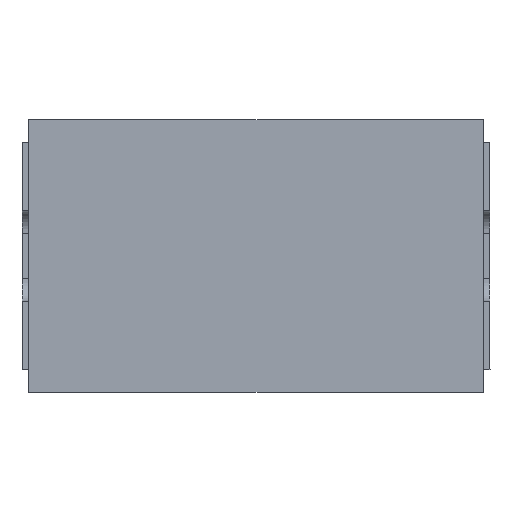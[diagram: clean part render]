
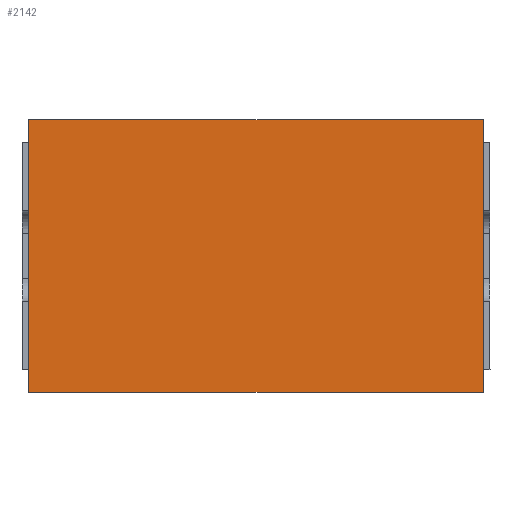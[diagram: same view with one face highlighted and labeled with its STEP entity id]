
A CAD part, front view. The second image highlights one B-rep face of the part: STEP entity #2142.
In plain terms, the highlighted planar face has unit normal (0, -1, 0).
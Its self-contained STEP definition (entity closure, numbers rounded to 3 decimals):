
#71=PLANE('',#2788);
#191=LINE('',#3895,#391);
#193=LINE('',#3899,#393);
#195=LINE('',#3903,#395);
#197=LINE('',#3907,#397);
#391=VECTOR('',#3203,1000.);
#393=VECTOR('',#3207,1000.);
#395=VECTOR('',#3211,1000.);
#397=VECTOR('',#3215,1000.);
#850=ORIENTED_EDGE('',*,*,#1341,.F.);
#851=ORIENTED_EDGE('',*,*,#1347,.F.);
#852=ORIENTED_EDGE('',*,*,#1345,.F.);
#853=ORIENTED_EDGE('',*,*,#1343,.F.);
#1341=EDGE_CURVE('',#1615,#1616,#191,.T.);
#1343=EDGE_CURVE('',#1616,#1617,#193,.T.);
#1345=EDGE_CURVE('',#1617,#1618,#195,.T.);
#1347=EDGE_CURVE('',#1618,#1615,#197,.T.);
#1615=VERTEX_POINT('',#3894);
#1616=VERTEX_POINT('',#3896);
#1617=VERTEX_POINT('',#3900);
#1618=VERTEX_POINT('',#3904);
#1894=EDGE_LOOP('',(#850,#851,#852,#853));
#2014=FACE_BOUND('',#1894,.T.);
#2142=ADVANCED_FACE('',(#2014),#71,.F.);
#2788=AXIS2_PLACEMENT_3D('',#3908,#3216,#3217);
#3203=DIRECTION('',(0.,0.,1.));
#3207=DIRECTION('',(1.,0.,0.));
#3211=DIRECTION('',(0.,0.,-1.));
#3215=DIRECTION('',(-1.,0.,0.));
#3216=DIRECTION('',(0.,1.,0.));
#3217=DIRECTION('',(0.,0.,1.));
#3894=CARTESIAN_POINT('',(-0.5,0.,-0.3));
#3895=CARTESIAN_POINT('',(-0.5,0.,-0.3));
#3896=CARTESIAN_POINT('',(-0.5,0.,0.3));
#3899=CARTESIAN_POINT('',(-0.5,0.,0.3));
#3900=CARTESIAN_POINT('',(0.5,0.,0.3));
#3903=CARTESIAN_POINT('',(0.5,0.,0.3));
#3904=CARTESIAN_POINT('',(0.5,0.,-0.3));
#3907=CARTESIAN_POINT('',(0.5,0.,-0.3));
#3908=CARTESIAN_POINT('',(0.,0.,0.));
